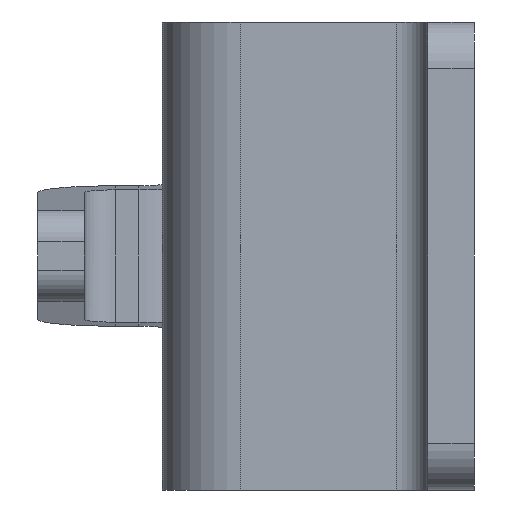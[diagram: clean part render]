
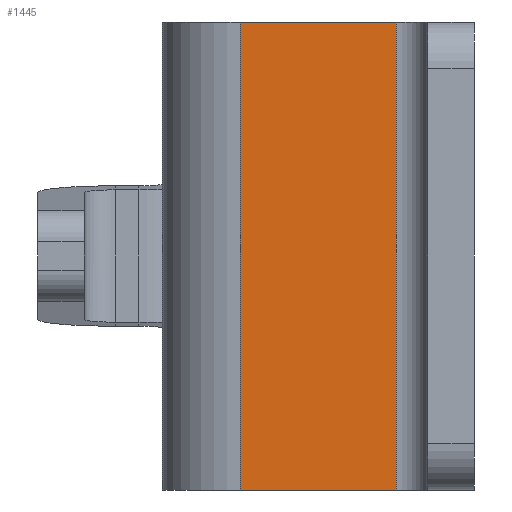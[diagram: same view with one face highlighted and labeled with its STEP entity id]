
A CAD part, left-side view. The second image highlights one B-rep face of the part: STEP entity #1445.
In plain terms, the highlighted planar face has unit normal (-1, 0, 0).
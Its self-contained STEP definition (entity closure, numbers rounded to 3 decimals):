
#100=DIRECTION('',(0.,1.,0.));
#101=VECTOR('',#100,10.);
#102=CARTESIAN_POINT('',(-153.,5.,15.));
#103=LINE('',#102,#101);
#301=DIRECTION('',(0.,0.,-1.));
#302=VECTOR('',#301,30.);
#303=CARTESIAN_POINT('',(-153.,15.,15.));
#304=LINE('',#303,#302);
#305=DIRECTION('',(0.,1.,0.));
#306=VECTOR('',#305,10.);
#307=CARTESIAN_POINT('',(-153.,5.,-15.));
#308=LINE('',#307,#306);
#313=DIRECTION('',(0.,0.,1.));
#314=VECTOR('',#313,30.);
#315=CARTESIAN_POINT('',(-153.,5.,-15.));
#316=LINE('',#315,#314);
#894=CARTESIAN_POINT('',(-153.,15.,-15.));
#896=VERTEX_POINT('',#894);
#897=CARTESIAN_POINT('',(-153.,5.,-15.));
#898=VERTEX_POINT('',#897);
#927=CARTESIAN_POINT('',(-153.,5.,15.));
#928=VERTEX_POINT('',#927);
#929=CARTESIAN_POINT('',(-153.,15.,15.));
#930=VERTEX_POINT('',#929);
#1433=CARTESIAN_POINT('',(-153.,20.,-15.));
#1434=DIRECTION('',(-1.,0.,0.));
#1435=DIRECTION('',(0.,-1.,0.));
#1436=AXIS2_PLACEMENT_3D('',#1433,#1434,#1435);
#1437=PLANE('',#1436);
#1438=ORIENTED_EDGE('',*,*,#1428,.F.);
#1439=ORIENTED_EDGE('',*,*,#1258,.F.);
#1441=ORIENTED_EDGE('',*,*,#1440,.F.);
#1442=ORIENTED_EDGE('',*,*,#1334,.T.);
#1443=EDGE_LOOP('',(#1438,#1439,#1441,#1442));
#1444=FACE_OUTER_BOUND('',#1443,.F.);
#1445=ADVANCED_FACE('',(#1444),#1437,.T.);
#1258=EDGE_CURVE('',#928,#930,#103,.T.);
#1334=EDGE_CURVE('',#898,#896,#308,.T.);
#1428=EDGE_CURVE('',#930,#896,#304,.T.);
#1440=EDGE_CURVE('',#898,#928,#316,.T.);
